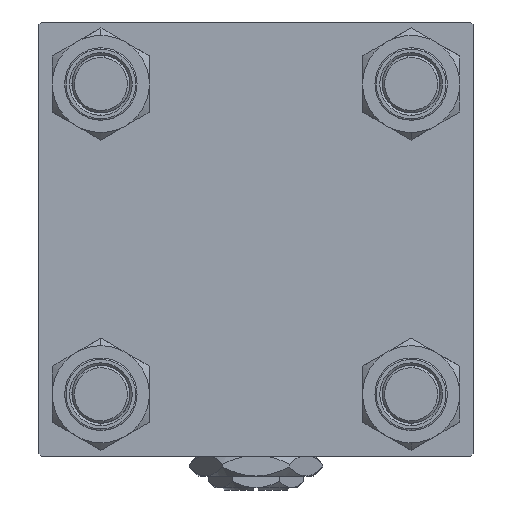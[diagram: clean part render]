
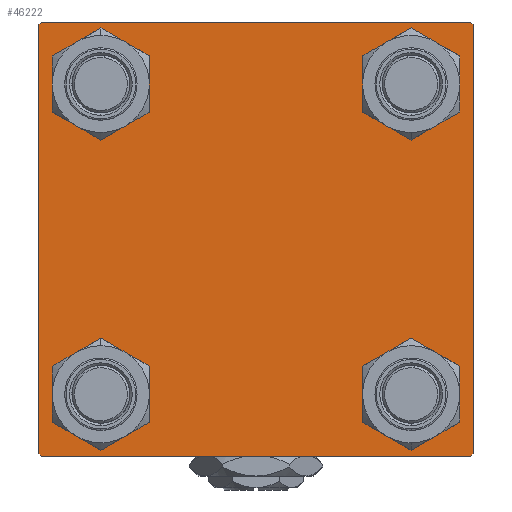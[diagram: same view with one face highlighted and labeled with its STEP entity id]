
A CAD part, left-side view. The second image highlights one B-rep face of the part: STEP entity #46222.
In plain terms, the highlighted planar face has unit normal (-1, 0, 0).
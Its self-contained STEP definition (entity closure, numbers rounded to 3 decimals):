
#114 = AXIS2_PLACEMENT_3D ( 'NONE', #26278, #50709, #51244 ) ;
#288 = VECTOR ( 'NONE', #46713, 1000. ) ;
#728 = DIRECTION ( 'NONE',  ( 0., 0., 1. ) ) ;
#838 = DIRECTION ( 'NONE',  ( 0., 0., 1. ) ) ;
#1809 = EDGE_CURVE ( 'NONE', #25188, #40041, #10488, .T. ) ;
#1987 = DIRECTION ( 'NONE',  ( 0., -1., 0. ) ) ;
#2688 = DIRECTION ( 'NONE',  ( 0., 0., 1. ) ) ;
#2707 = VECTOR ( 'NONE', #6448, 1000. ) ;
#3627 = CARTESIAN_POINT ( 'NONE',  ( 0., -32.15, 38.65 ) ) ;
#3809 = CARTESIAN_POINT ( 'NONE',  ( 0., 44.5, 45. ) ) ;
#4042 = EDGE_CURVE ( 'NONE', #30351, #40041, #38987, .T. ) ;
#4660 = EDGE_LOOP ( 'NONE', ( #8659, #27055 ) ) ;
#4669 = CARTESIAN_POINT ( 'NONE',  ( 0., -32.15, 32.15 ) ) ;
#4884 = ORIENTED_EDGE ( 'NONE', *, *, #16117, .T. ) ;
#5242 = FACE_OUTER_BOUND ( 'NONE', #33269, .T. ) ;
#5310 = CARTESIAN_POINT ( 'NONE',  ( 0., -32.15, -32.15 ) ) ;
#5412 = CARTESIAN_POINT ( 'NONE',  ( 0., 45., -45. ) ) ;
#5497 = PLANE ( 'NONE',  #28468 ) ;
#5962 = CARTESIAN_POINT ( 'NONE',  ( 0., 45., -44.5 ) ) ;
#6269 = VERTEX_POINT ( 'NONE', #32682 ) ;
#6448 = DIRECTION ( 'NONE',  ( 0., -0.707, -0.707 ) ) ;
#6493 = VECTOR ( 'NONE', #1987, 1000. ) ;
#6732 = CARTESIAN_POINT ( 'NONE',  ( 0., -32.15, -25.65 ) ) ;
#7102 = CIRCLE ( 'NONE', #38954, 6.5 ) ;
#7535 = EDGE_CURVE ( 'NONE', #48074, #39983, #7102, .T. ) ;
#8659 = ORIENTED_EDGE ( 'NONE', *, *, #20288, .T. ) ;
#8882 = ORIENTED_EDGE ( 'NONE', *, *, #51043, .T. ) ;
#9778 = DIRECTION ( 'NONE',  ( 0., 0., 1. ) ) ;
#9870 = CIRCLE ( 'NONE', #48456, 6.5 ) ;
#10488 = LINE ( 'NONE', #26498, #288 ) ;
#10824 = CARTESIAN_POINT ( 'NONE',  ( 0., -32.15, -32.15 ) ) ;
#11139 = DIRECTION ( 'NONE',  ( 1., 0., 0. ) ) ;
#11904 = ORIENTED_EDGE ( 'NONE', *, *, #1809, .T. ) ;
#12706 = DIRECTION ( 'NONE',  ( 0., 0., -1. ) ) ;
#12959 = LINE ( 'NONE', #20320, #22482 ) ;
#13131 = FACE_BOUND ( 'NONE', #4660, .T. ) ;
#13393 = VERTEX_POINT ( 'NONE', #50250 ) ;
#13711 = ORIENTED_EDGE ( 'NONE', *, *, #47128, .T. ) ;
#14210 = CARTESIAN_POINT ( 'NONE',  ( 0., -44.5, -45. ) ) ;
#14491 = EDGE_CURVE ( 'NONE', #43194, #36194, #43393, .T. ) ;
#14813 = ORIENTED_EDGE ( 'NONE', *, *, #17634, .T. ) ;
#14933 = EDGE_CURVE ( 'NONE', #29846, #20399, #41384, .T. ) ;
#15011 = VECTOR ( 'NONE', #17047, 1000. ) ;
#15036 = CARTESIAN_POINT ( 'NONE',  ( 0., 32.15, -32.15 ) ) ;
#15179 = ORIENTED_EDGE ( 'NONE', *, *, #4042, .F. ) ;
#15243 = DIRECTION ( 'NONE',  ( 0., 0., 1. ) ) ;
#15366 = CARTESIAN_POINT ( 'NONE',  ( 0., 45., 45. ) ) ;
#16018 = CIRCLE ( 'NONE', #34435, 6.5 ) ;
#16117 = EDGE_CURVE ( 'NONE', #47165, #13393, #9870, .T. ) ;
#16308 = DIRECTION ( 'NONE',  ( 0., 0., 1. ) ) ;
#16713 = ORIENTED_EDGE ( 'NONE', *, *, #35971, .T. ) ;
#17047 = DIRECTION ( 'NONE',  ( 0., 0., -1. ) ) ;
#17369 = DIRECTION ( 'NONE',  ( 1., 0., 0. ) ) ;
#17634 = EDGE_CURVE ( 'NONE', #6269, #33139, #12959, .T. ) ;
#18218 = AXIS2_PLACEMENT_3D ( 'NONE', #5310, #21321, #9778 ) ;
#18739 = CARTESIAN_POINT ( 'NONE',  ( 0., 32.15, -38.65 ) ) ;
#19483 = EDGE_CURVE ( 'NONE', #25188, #34632, #24925, .T. ) ;
#20124 = ORIENTED_EDGE ( 'NONE', *, *, #26597, .T. ) ;
#20288 = EDGE_CURVE ( 'NONE', #28624, #35272, #16018, .T. ) ;
#20320 = CARTESIAN_POINT ( 'NONE',  ( 0., 45., 45. ) ) ;
#20399 = VERTEX_POINT ( 'NONE', #14210 ) ;
#20491 = ORIENTED_EDGE ( 'NONE', *, *, #35015, .T. ) ;
#20629 = CIRCLE ( 'NONE', #39073, 6.5 ) ;
#20657 = ORIENTED_EDGE ( 'NONE', *, *, #14491, .T. ) ;
#21001 = CARTESIAN_POINT ( 'NONE',  ( 0., 0., 0. ) ) ;
#21321 = DIRECTION ( 'NONE',  ( 1., 0., 0. ) ) ;
#21512 = FACE_BOUND ( 'NONE', #28306, .T. ) ;
#21814 = CARTESIAN_POINT ( 'NONE',  ( 0., 32.15, 32.15 ) ) ;
#22482 = VECTOR ( 'NONE', #12706, 1000. ) ;
#24925 = LINE ( 'NONE', #44880, #15011 ) ;
#25188 = VERTEX_POINT ( 'NONE', #45537 ) ;
#25436 = ORIENTED_EDGE ( 'NONE', *, *, #32625, .T. ) ;
#26278 = CARTESIAN_POINT ( 'NONE',  ( 0., 32.15, -32.15 ) ) ;
#26352 = CARTESIAN_POINT ( 'NONE',  ( 0., -32.15, 32.15 ) ) ;
#26498 = CARTESIAN_POINT ( 'NONE',  ( 0., -44.75, 44.75 ) ) ;
#26597 = EDGE_CURVE ( 'NONE', #33139, #29846, #34810, .T. ) ;
#26830 = DIRECTION ( 'NONE',  ( 1., 0., 0. ) ) ;
#27055 = ORIENTED_EDGE ( 'NONE', *, *, #38683, .T. ) ;
#27152 = DIRECTION ( 'NONE',  ( 0., 0., 1. ) ) ;
#27392 = VECTOR ( 'NONE', #40441, 1000. ) ;
#27784 = CIRCLE ( 'NONE', #114, 6.5 ) ;
#28306 = EDGE_LOOP ( 'NONE', ( #20657, #25436 ) ) ;
#28468 = AXIS2_PLACEMENT_3D ( 'NONE', #21001, #32836, #16308 ) ;
#28624 = VERTEX_POINT ( 'NONE', #47946 ) ;
#29315 = ORIENTED_EDGE ( 'NONE', *, *, #7535, .T. ) ;
#29716 = EDGE_LOOP ( 'NONE', ( #16713, #29315 ) ) ;
#29846 = VERTEX_POINT ( 'NONE', #44876 ) ;
#30351 = VERTEX_POINT ( 'NONE', #3809 ) ;
#30632 = AXIS2_PLACEMENT_3D ( 'NONE', #10824, #26830, #42841 ) ;
#31580 = DIRECTION ( 'NONE',  ( 1., 0., 0. ) ) ;
#31744 = CARTESIAN_POINT ( 'NONE',  ( 0., 32.15, 25.65 ) ) ;
#32625 = EDGE_CURVE ( 'NONE', #36194, #43194, #39862, .T. ) ;
#32682 = CARTESIAN_POINT ( 'NONE',  ( 0., 45., 44.5 ) ) ;
#32836 = DIRECTION ( 'NONE',  ( -1., 0., 0. ) ) ;
#32837 = LINE ( 'NONE', #49113, #27392 ) ;
#33139 = VERTEX_POINT ( 'NONE', #5962 ) ;
#33158 = AXIS2_PLACEMENT_3D ( 'NONE', #26352, #11139, #27152 ) ;
#33269 = EDGE_LOOP ( 'NONE', ( #14813, #20124, #36765, #13711, #37355, #11904, #15179, #20491 ) ) ;
#34339 = VECTOR ( 'NONE', #38696, 1000. ) ;
#34435 = AXIS2_PLACEMENT_3D ( 'NONE', #21814, #17369, #838 ) ;
#34632 = VERTEX_POINT ( 'NONE', #42864 ) ;
#34810 = LINE ( 'NONE', #47861, #2707 ) ;
#35015 = EDGE_CURVE ( 'NONE', #30351, #6269, #32837, .T. ) ;
#35195 = CARTESIAN_POINT ( 'NONE',  ( 0., 32.15, 32.15 ) ) ;
#35272 = VERTEX_POINT ( 'NONE', #31744 ) ;
#35971 = EDGE_CURVE ( 'NONE', #39983, #48074, #38283, .T. ) ;
#36194 = VERTEX_POINT ( 'NONE', #45621 ) ;
#36765 = ORIENTED_EDGE ( 'NONE', *, *, #14933, .T. ) ;
#37212 = DIRECTION ( 'NONE',  ( 1., 0., 0. ) ) ;
#37281 = FACE_BOUND ( 'NONE', #29716, .T. ) ;
#37355 = ORIENTED_EDGE ( 'NONE', *, *, #19483, .F. ) ;
#38283 = CIRCLE ( 'NONE', #33158, 6.5 ) ;
#38683 = EDGE_CURVE ( 'NONE', #35272, #28624, #20629, .T. ) ;
#38696 = DIRECTION ( 'NONE',  ( 0., -0.707, 0.707 ) ) ;
#38954 = AXIS2_PLACEMENT_3D ( 'NONE', #4669, #37212, #728 ) ;
#38987 = LINE ( 'NONE', #15366, #40614 ) ;
#39073 = AXIS2_PLACEMENT_3D ( 'NONE', #35195, #39645, #15243 ) ;
#39229 = LINE ( 'NONE', #50516, #34339 ) ;
#39418 = EDGE_LOOP ( 'NONE', ( #8882, #4884 ) ) ;
#39508 = DIRECTION ( 'NONE',  ( 0., -1., 0. ) ) ;
#39645 = DIRECTION ( 'NONE',  ( 1., 0., 0. ) ) ;
#39862 = CIRCLE ( 'NONE', #30632, 6.5 ) ;
#39983 = VERTEX_POINT ( 'NONE', #3627 ) ;
#40041 = VERTEX_POINT ( 'NONE', #48268 ) ;
#40440 = FACE_BOUND ( 'NONE', #39418, .T. ) ;
#40441 = DIRECTION ( 'NONE',  ( 0., 0.707, -0.707 ) ) ;
#40614 = VECTOR ( 'NONE', #39508, 1000. ) ;
#41384 = LINE ( 'NONE', #5412, #6493 ) ;
#42644 = CARTESIAN_POINT ( 'NONE',  ( 0., -32.15, 25.65 ) ) ;
#42841 = DIRECTION ( 'NONE',  ( 0., 0., 1. ) ) ;
#42864 = CARTESIAN_POINT ( 'NONE',  ( 0., -45., -44.5 ) ) ;
#43194 = VERTEX_POINT ( 'NONE', #6732 ) ;
#43393 = CIRCLE ( 'NONE', #18218, 6.5 ) ;
#44876 = CARTESIAN_POINT ( 'NONE',  ( 0., 44.5, -45. ) ) ;
#44880 = CARTESIAN_POINT ( 'NONE',  ( 0., -45., 45. ) ) ;
#45537 = CARTESIAN_POINT ( 'NONE',  ( 0., -45., 44.5 ) ) ;
#45621 = CARTESIAN_POINT ( 'NONE',  ( 0., -32.15, -38.65 ) ) ;
#46222 = ADVANCED_FACE ( 'NONE', ( #37281, #21512, #40440, #13131, #5242 ), #5497, .T. ) ;
#46713 = DIRECTION ( 'NONE',  ( 0., 0.707, 0.707 ) ) ;
#47128 = EDGE_CURVE ( 'NONE', #20399, #34632, #39229, .T. ) ;
#47165 = VERTEX_POINT ( 'NONE', #18739 ) ;
#47861 = CARTESIAN_POINT ( 'NONE',  ( 0., 44.75, -44.75 ) ) ;
#47946 = CARTESIAN_POINT ( 'NONE',  ( 0., 32.15, 38.65 ) ) ;
#48074 = VERTEX_POINT ( 'NONE', #42644 ) ;
#48268 = CARTESIAN_POINT ( 'NONE',  ( 0., -44.5, 45. ) ) ;
#48456 = AXIS2_PLACEMENT_3D ( 'NONE', #15036, #31580, #2688 ) ;
#49113 = CARTESIAN_POINT ( 'NONE',  ( 0., 44.75, 44.75 ) ) ;
#50250 = CARTESIAN_POINT ( 'NONE',  ( 0., 32.15, -25.65 ) ) ;
#50516 = CARTESIAN_POINT ( 'NONE',  ( 0., -44.75, -44.75 ) ) ;
#50709 = DIRECTION ( 'NONE',  ( 1., 0., 0. ) ) ;
#51043 = EDGE_CURVE ( 'NONE', #13393, #47165, #27784, .T. ) ;
#51244 = DIRECTION ( 'NONE',  ( 0., 0., 1. ) ) ;
